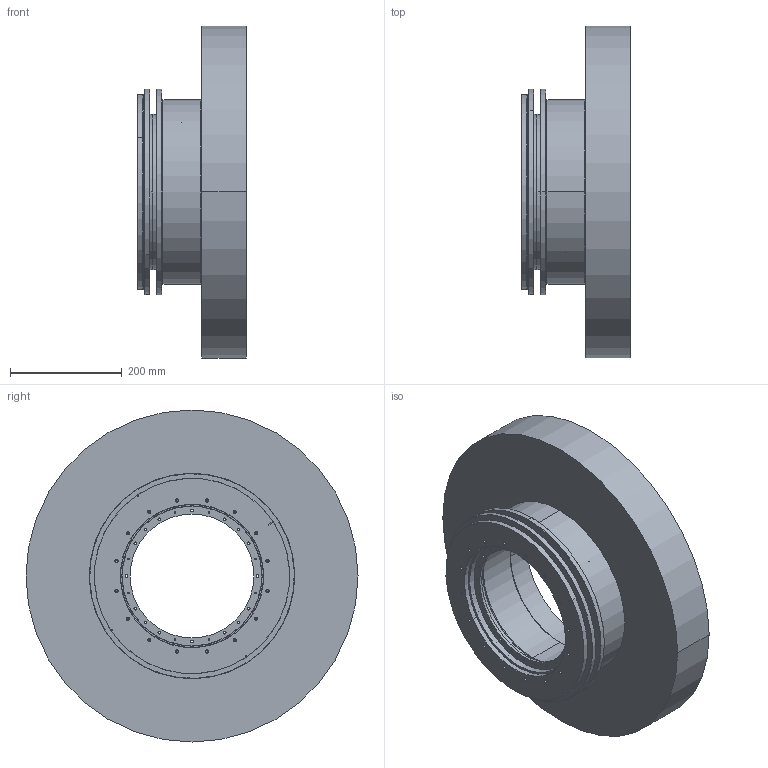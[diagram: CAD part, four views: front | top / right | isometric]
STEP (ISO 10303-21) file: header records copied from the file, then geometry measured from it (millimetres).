
FILE_DESCRIPTION (( 'STEP AP203' ), '1' );
FILE_NAME ('Axe_Spindle_Un_sldprt.STEP', '2018-04-10T07:30:21', ( '' ), ( '' ), 'SwSTEP 2.0', 'SolidWorks 2017', '' );
FILE_SCHEMA (( 'CONFIG_CONTROL_DESIGN' ));
Length unit declared in the file: millimetre
Products named in the file (1): Axe_Spindle_Un_sldprt
Bounding box: 195 x 595 x 595 mm (x, y, z)
Volume: 18489788.3 mm3; surface area: 1396258.9 mm2
Topology: 7 solids, 7 shells, 1743 faces, 4094 edges, 2426 vertices
Faces by surface type: cylinder 955, cone 595, plane 193
Entity records: 49579 total; most frequent: DIRECTION 9652, CARTESIAN_POINT 8041, ORIENTED_EDGE 7722, AXIS2_PLACEMENT_3D 4049, EDGE_CURVE 3861, VERTEX_POINT 2426, EDGE_LOOP 2417, CIRCLE 2305
